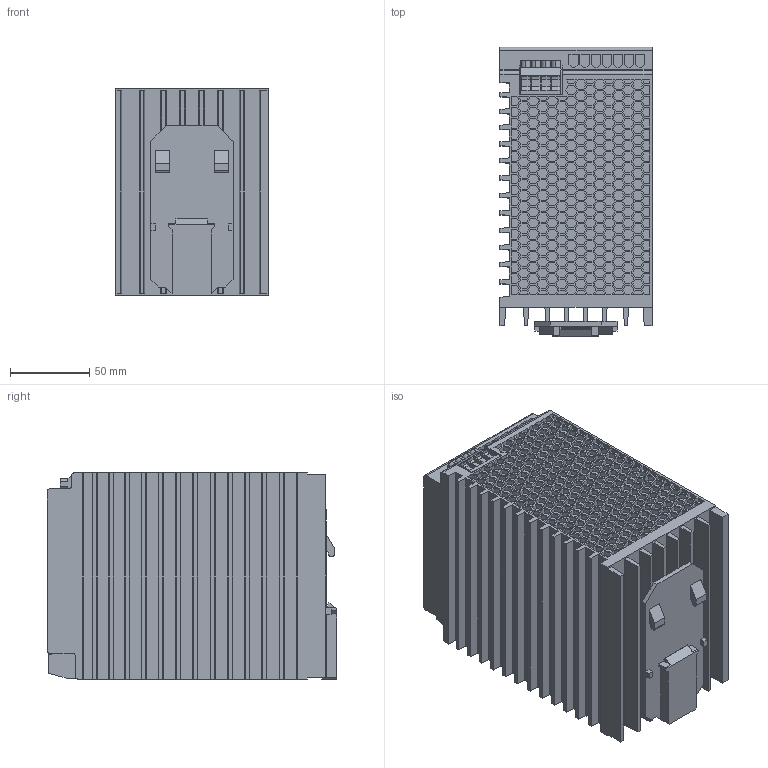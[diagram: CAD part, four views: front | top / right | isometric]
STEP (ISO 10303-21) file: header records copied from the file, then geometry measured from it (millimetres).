
FILE_DESCRIPTION(('SolidDesigner STEP Export'),'2;1');
FILE_NAME('2320827_QUINT_PS_3AC_48DC_20-select.stp','2011-03-03T13:43:15',(''),(''),'CoCreate Modeling STEP processor for AP214 (Solid Model)','CoCreate Modeling 16.00A 16-Aug-2008 (C) Parametric Technology GmbH','');
FILE_SCHEMA(('AUTOMOTIVE_DESIGN { 1 0 10303 214 1 1 1 1 }'));
Products named in the file (2): 2320827_QUINT_PS_3AC_48DC_20-select
Assembly tree (1 placements, depth 2):
  2320827_QUINT_PS_3AC_48DC_20-select
    2320827_QUINT_PS_3AC_48DC_20-select
Bounding box: 96 x 182.6 x 130 mm (x, y, z)
Volume: 1944725.7 mm3; surface area: 188768.9 mm2
Topology: 1 solids, 1 shells, 4401 faces, 11341 edges, 7552 vertices
Faces by surface type: plane 4312, cylinder 89
Entity records: 165352 total; most frequent: CARTESIAN_POINT 23101, ORIENTED_EDGE 22686, DIRECTION 20006, EDGE_CURVE 11343, VECTOR 11092, LINE 11092, VERTEX_POINT 7552, EDGE_LOOP 5025
